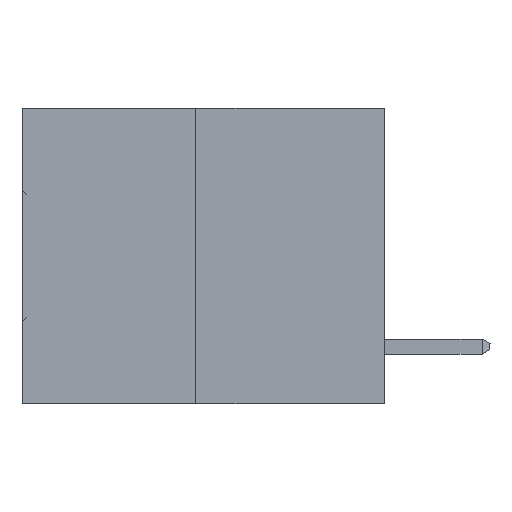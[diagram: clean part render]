
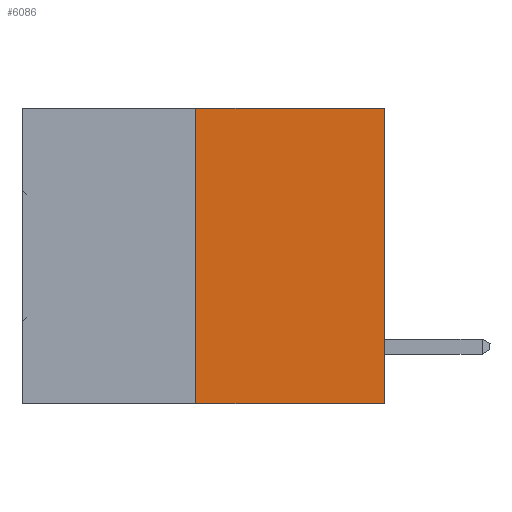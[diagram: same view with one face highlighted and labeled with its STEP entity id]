
A CAD part, left-side view. The second image highlights one B-rep face of the part: STEP entity #6086.
In plain terms, the highlighted planar face has unit normal (-1, 0, 0).
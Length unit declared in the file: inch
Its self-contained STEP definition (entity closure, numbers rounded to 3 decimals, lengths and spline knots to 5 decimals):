
#386 = DIRECTION ( 'NONE',  ( 0., -1., 0. ) ) ;
#619 = DIRECTION ( 'NONE',  ( 0., 0., 1. ) ) ;
#843 = DIRECTION ( 'NONE',  ( 0., 0., 1. ) ) ;
#2541 = VERTEX_POINT ( 'NONE', #34053 ) ;
#3663 = CARTESIAN_POINT ( 'NONE',  ( 0., 0., -0.49 ) ) ;
#4124 = EDGE_CURVE ( 'NONE', #30859, #2541, #31511, .T. ) ;
#5786 = CARTESIAN_POINT ( 'NONE',  ( 0., 0.6, 0. ) ) ;
#5915 = DIRECTION ( 'NONE',  ( 1., 0., 0. ) ) ;
#6086 = ADVANCED_FACE ( 'NONE', ( #28774 ), #25290, .F. ) ;
#8708 = DIRECTION ( 'NONE',  ( 0., 0., -1. ) ) ;
#8755 = ORIENTED_EDGE ( 'NONE', *, *, #4124, .F. ) ;
#8758 = LINE ( 'NONE', #31355, #23489 ) ;
#9285 = CARTESIAN_POINT ( 'NONE',  ( 0., 0.6, -0.49 ) ) ;
#9851 = LINE ( 'NONE', #16821, #12832 ) ;
#12832 = VECTOR ( 'NONE', #843, 39.37008 ) ;
#13902 = VERTEX_POINT ( 'NONE', #32810 ) ;
#14845 = LINE ( 'NONE', #9285, #24889 ) ;
#15095 = ORIENTED_EDGE ( 'NONE', *, *, #25549, .T. ) ;
#16610 = EDGE_CURVE ( 'NONE', #30859, #23520, #14845, .T. ) ;
#16821 = CARTESIAN_POINT ( 'NONE',  ( 0., 0., 0. ) ) ;
#19987 = DIRECTION ( 'NONE',  ( 0., -1., 0. ) ) ;
#20405 = CARTESIAN_POINT ( 'NONE',  ( 0., 0.312, -0.49 ) ) ;
#22853 = AXIS2_PLACEMENT_3D ( 'NONE', #5786, #5915, #8708 ) ;
#23489 = VECTOR ( 'NONE', #386, 39.37008 ) ;
#23520 = VERTEX_POINT ( 'NONE', #3663 ) ;
#24758 = ORIENTED_EDGE ( 'NONE', *, *, #16610, .T. ) ;
#24889 = VECTOR ( 'NONE', #19987, 39.37008 ) ;
#25290 = PLANE ( 'NONE',  #22853 ) ;
#25549 = EDGE_CURVE ( 'NONE', #23520, #13902, #9851, .T. ) ;
#26690 = VECTOR ( 'NONE', #619, 39.37008 ) ;
#27573 = EDGE_LOOP ( 'NONE', ( #8755, #24758, #15095, #33000 ) ) ;
#28190 = CARTESIAN_POINT ( 'NONE',  ( 0., 0.312, -0.49 ) ) ;
#28506 = EDGE_CURVE ( 'NONE', #2541, #13902, #8758, .T. ) ;
#28774 = FACE_OUTER_BOUND ( 'NONE', #27573, .T. ) ;
#30859 = VERTEX_POINT ( 'NONE', #20405 ) ;
#31355 = CARTESIAN_POINT ( 'NONE',  ( 0., 0.6, 0. ) ) ;
#31511 = LINE ( 'NONE', #28190, #26690 ) ;
#32810 = CARTESIAN_POINT ( 'NONE',  ( 0., 0., 0. ) ) ;
#33000 = ORIENTED_EDGE ( 'NONE', *, *, #28506, .F. ) ;
#34053 = CARTESIAN_POINT ( 'NONE',  ( 0., 0.312, 0. ) ) ;
